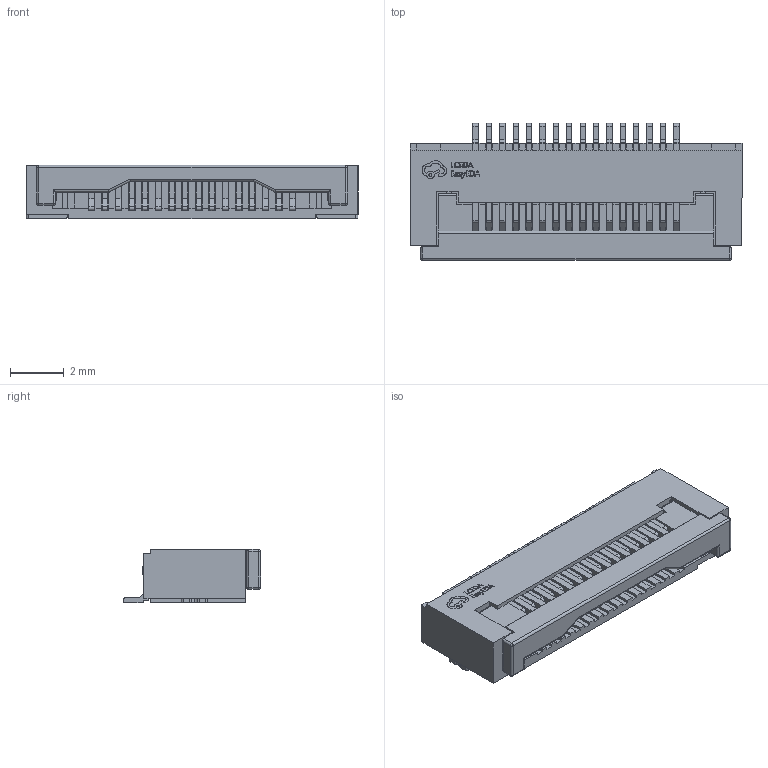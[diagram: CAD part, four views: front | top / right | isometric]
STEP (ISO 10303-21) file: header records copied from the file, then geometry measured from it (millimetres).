
FILE_DESCRIPTION (( 'STEP AP214' ), '1' );
FILE_NAME ('FPC-SMD_16P-P0.50_FPC-05F-16PH20.step', '2022-07-06T08:28:13', ( '' ), ( '' ), 'SwSTEP 2.0', 'SolidWorks 2020', '' );
FILE_SCHEMA (( 'AUTOMOTIVE_DESIGN' ));
Length unit declared in the file: millimetre
Products named in the file (1): FPC-SMD_16P-P0.50_FPC-05F-16PH20
Bounding box: 12.4 x 5.12 x 2 mm (x, y, z)
Volume: 66.5 mm3; surface area: 523.4 mm2
Topology: 20 solids, 20 shells, 1020 faces, 2943 edges, 1934 vertices
Faces by surface type: plane 796, cylinder 118, bspline 98, sphere 8
Entity records: 44948 total; most frequent: CARTESIAN_POINT 7226, ORIENTED_EDGE 5870, DIRECTION 4787, EDGE_CURVE 2935, VECTOR 2509, LINE 2509, VERTEX_POINT 1934, AXIS2_PLACEMENT_3D 1139
